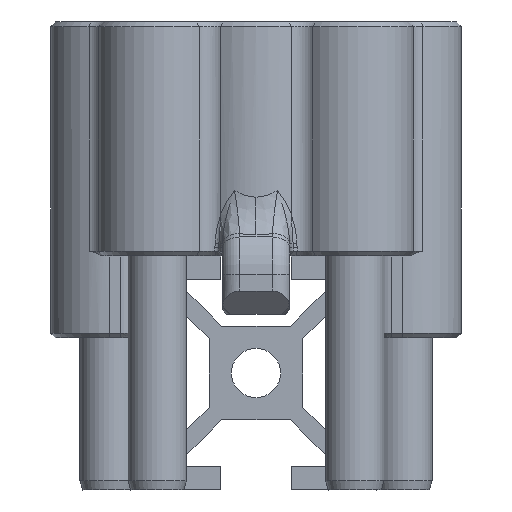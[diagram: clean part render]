
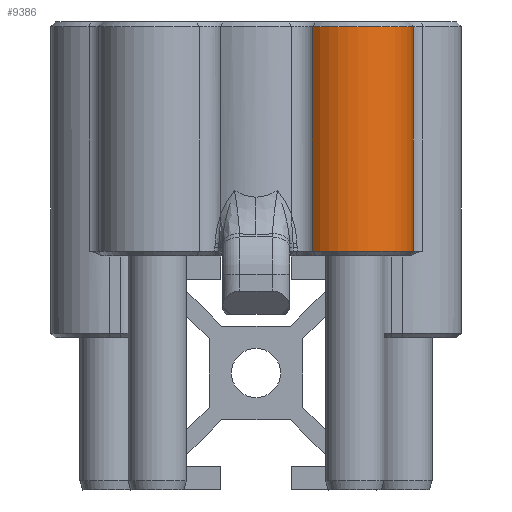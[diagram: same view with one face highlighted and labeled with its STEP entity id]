
A CAD part, front view. The second image highlights one B-rep face of the part: STEP entity #9386.
In plain terms, the highlighted cylindrical face has radius 5 mm (diameter 10 mm), a partial arc.
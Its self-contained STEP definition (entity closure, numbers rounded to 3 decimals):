
#225=CYLINDRICAL_SURFACE('',#10123,5.);
#523=CIRCLE('',#10057,5.);
#552=CIRCLE('',#10124,5.);
#994=FACE_OUTER_BOUND('',#1592,.T.);
#1592=EDGE_LOOP('',(#6619,#6620,#6621,#6622));
#2281=LINE('',#14384,#3197);
#2282=LINE('',#14388,#3198);
#3197=VECTOR('',#11384,10.);
#3198=VECTOR('',#11389,10.);
#4078=VERTEX_POINT('',#14072);
#4079=VERTEX_POINT('',#14076);
#4127=VERTEX_POINT('',#14383);
#4128=VERTEX_POINT('',#14387);
#4973=EDGE_CURVE('',#4078,#4079,#523,.T.);
#5064=EDGE_CURVE('',#4127,#4079,#2281,.T.);
#5066=EDGE_CURVE('',#4078,#4128,#2282,.T.);
#5067=EDGE_CURVE('',#4128,#4127,#552,.T.);
#6619=ORIENTED_EDGE('',*,*,#4973,.F.);
#6620=ORIENTED_EDGE('',*,*,#5066,.T.);
#6621=ORIENTED_EDGE('',*,*,#5067,.T.);
#6622=ORIENTED_EDGE('',*,*,#5064,.T.);
#9386=ADVANCED_FACE('',(#994),#225,.T.);
#10057=AXIS2_PLACEMENT_3D('',#14077,#11198,#11199);
#10123=AXIS2_PLACEMENT_3D('',#14386,#11387,#11388);
#10124=AXIS2_PLACEMENT_3D('',#14389,#11390,#11391);
#11198=DIRECTION('center_axis',(0.,0.,1.));
#11199=DIRECTION('ref_axis',(-0.865,-0.501,0.));
#11384=DIRECTION('',(0.,0.,1.));
#11387=DIRECTION('center_axis',(0.,0.,1.));
#11388=DIRECTION('ref_axis',(0.865,0.501,0.));
#11389=DIRECTION('',(0.,0.,-1.));
#11390=DIRECTION('center_axis',(0.,0.,1.));
#11391=DIRECTION('ref_axis',(-0.865,-0.501,0.));
#14072=CARTESIAN_POINT('',(4.818,-15.948,-0.4));
#14076=CARTESIAN_POINT('',(13.323,-11.425,-0.4));
#14077=CARTESIAN_POINT('Origin',(8.44,-12.5,-0.4));
#14383=CARTESIAN_POINT('',(13.323,-11.425,-19.6));
#14384=CARTESIAN_POINT('',(13.323,-11.425,0.));
#14386=CARTESIAN_POINT('Origin',(8.44,-12.5,0.));
#14387=CARTESIAN_POINT('',(4.818,-15.948,-19.6));
#14388=CARTESIAN_POINT('',(4.818,-15.948,0.));
#14389=CARTESIAN_POINT('Origin',(8.44,-12.5,-19.6));
